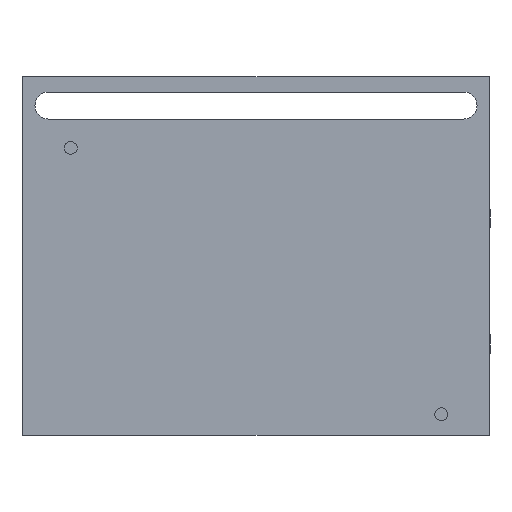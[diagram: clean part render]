
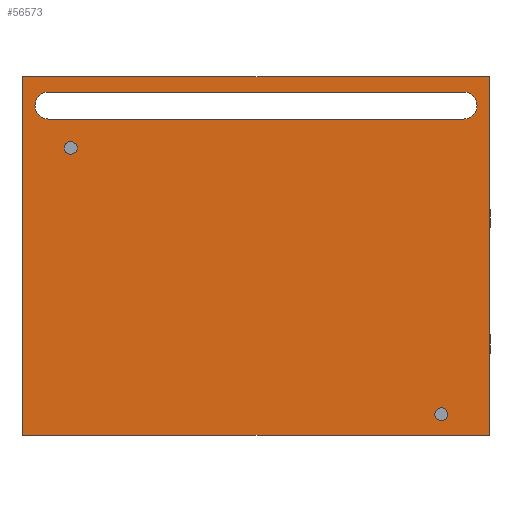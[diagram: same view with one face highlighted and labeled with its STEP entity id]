
A CAD part, front view. The second image highlights one B-rep face of the part: STEP entity #56573.
In plain terms, the highlighted planar face has unit normal (0, -1, 0).
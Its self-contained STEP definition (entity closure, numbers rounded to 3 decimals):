
#710 = EDGE_CURVE ( 'NONE', #49112, #7226, #65001, .T. ) ;
#1280 = FACE_BOUND ( 'NONE', #2201, .T. ) ;
#1491 = DIRECTION ( 'NONE',  ( 1., 0., 0. ) ) ;
#1519 = EDGE_CURVE ( 'NONE', #51600, #75206, #59221, .T. ) ;
#1701 = EDGE_CURVE ( 'NONE', #64265, #39824, #65711, .T. ) ;
#1925 = DIRECTION ( 'NONE',  ( -1., 0., 0. ) ) ;
#2201 = EDGE_LOOP ( 'NONE', ( #47459, #19282, #84090, #61111, #51337 ) ) ;
#3900 = VERTEX_POINT ( 'NONE', #46142 ) ;
#3967 = DIRECTION ( 'NONE',  ( 0., 0., -1. ) ) ;
#4419 = DIRECTION ( 'NONE',  ( -1., 0., 0. ) ) ;
#5266 = CARTESIAN_POINT ( 'NONE',  ( -60.5, -6.35, -40. ) ) ;
#5813 = EDGE_CURVE ( 'NONE', #54583, #64265, #18202, .T. ) ;
#6385 = CARTESIAN_POINT ( 'NONE',  ( 57.3, -6.35, 45.5 ) ) ;
#6702 = CIRCLE ( 'NONE', #25742, 3.5 ) ;
#7226 = VERTEX_POINT ( 'NONE', #42257 ) ;
#10584 = DIRECTION ( 'NONE',  ( 1., 0., 0. ) ) ;
#11253 = VECTOR ( 'NONE', #43143, 1000. ) ;
#11645 = CARTESIAN_POINT ( 'NONE',  ( 53.8, -6.35, 49. ) ) ;
#15643 = CARTESIAN_POINT ( 'NONE',  ( -53.8, -6.35, 45.5 ) ) ;
#16442 = VECTOR ( 'NONE', #40595, 1000. ) ;
#16594 = CARTESIAN_POINT ( 'NONE',  ( 60.5, -6.35, 53. ) ) ;
#17916 = CARTESIAN_POINT ( 'NONE',  ( 0., -6.35, 6.5 ) ) ;
#17979 = EDGE_CURVE ( 'NONE', #72728, #39436, #85449, .T. ) ;
#18202 = CIRCLE ( 'NONE', #38711, 3.5 ) ;
#19282 = ORIENTED_EDGE ( 'NONE', *, *, #1701, .T. ) ;
#19287 = CARTESIAN_POINT ( 'NONE',  ( -48., -6.35, 34.5 ) ) ;
#19561 = CARTESIAN_POINT ( 'NONE',  ( -60.5, -6.35, 53. ) ) ;
#20023 = EDGE_LOOP ( 'NONE', ( #44590, #34263, #62765, #56023 ) ) ;
#22039 = AXIS2_PLACEMENT_3D ( 'NONE', #78835, #37068, #85800 ) ;
#22656 = DIRECTION ( 'NONE',  ( -1., 0., 0. ) ) ;
#22964 = CARTESIAN_POINT ( 'NONE',  ( -60.5, -6.35, 53. ) ) ;
#24641 = EDGE_CURVE ( 'NONE', #43576, #50203, #34956, .T. ) ;
#24918 = DIRECTION ( 'NONE',  ( -1., 0., 0. ) ) ;
#25492 = EDGE_CURVE ( 'NONE', #86521, #54583, #52289, .T. ) ;
#25742 = AXIS2_PLACEMENT_3D ( 'NONE', #15643, #64483, #22656 ) ;
#25831 = VECTOR ( 'NONE', #32699, 1000. ) ;
#26351 = DIRECTION ( 'NONE',  ( -1., 0., 0. ) ) ;
#27621 = AXIS2_PLACEMENT_3D ( 'NONE', #72981, #31237, #80028 ) ;
#29031 = CARTESIAN_POINT ( 'NONE',  ( 46.35, -6.35, -34.5 ) ) ;
#31237 = DIRECTION ( 'NONE',  ( 0., 1., 0. ) ) ;
#32301 = CARTESIAN_POINT ( 'NONE',  ( 48., -6.35, -34.5 ) ) ;
#32392 = CARTESIAN_POINT ( 'NONE',  ( 53.8, -6.35, 42. ) ) ;
#32560 = AXIS2_PLACEMENT_3D ( 'NONE', #85476, #43794, #1925 ) ;
#32590 = ORIENTED_EDGE ( 'NONE', *, *, #82098, .T. ) ;
#32699 = DIRECTION ( 'NONE',  ( -1., 0., 0. ) ) ;
#33932 = EDGE_CURVE ( 'NONE', #39824, #3900, #44449, .T. ) ;
#34263 = ORIENTED_EDGE ( 'NONE', *, *, #48559, .F. ) ;
#34956 = LINE ( 'NONE', #19561, #16442 ) ;
#35790 = CARTESIAN_POINT ( 'NONE',  ( 60.5, -6.35, -40. ) ) ;
#36203 = FACE_OUTER_BOUND ( 'NONE', #20023, .T. ) ;
#37068 = DIRECTION ( 'NONE',  ( 0., 1., 0. ) ) ;
#37964 = CARTESIAN_POINT ( 'NONE',  ( -53.8, -6.35, 49. ) ) ;
#38711 = AXIS2_PLACEMENT_3D ( 'NONE', #87924, #46284, #4419 ) ;
#39324 = DIRECTION ( 'NONE',  ( -1., 0., 0. ) ) ;
#39436 = VERTEX_POINT ( 'NONE', #47683 ) ;
#39768 = EDGE_CURVE ( 'NONE', #3900, #86521, #6702, .T. ) ;
#39824 = VERTEX_POINT ( 'NONE', #50741 ) ;
#40595 = DIRECTION ( 'NONE',  ( 0., 0., 1. ) ) ;
#41261 = AXIS2_PLACEMENT_3D ( 'NONE', #19287, #68055, #26351 ) ;
#42257 = CARTESIAN_POINT ( 'NONE',  ( -49.65, -6.35, 34.5 ) ) ;
#43143 = DIRECTION ( 'NONE',  ( -1., 0., 0. ) ) ;
#43576 = VERTEX_POINT ( 'NONE', #5266 ) ;
#43794 = DIRECTION ( 'NONE',  ( 0., 1., 0. ) ) ;
#44449 = LINE ( 'NONE', #32392, #25831 ) ;
#44523 = EDGE_CURVE ( 'NONE', #39436, #72728, #84357, .T. ) ;
#44590 = ORIENTED_EDGE ( 'NONE', *, *, #1519, .F. ) ;
#45402 = CARTESIAN_POINT ( 'NONE',  ( 53.8, -6.35, 49. ) ) ;
#45829 = CARTESIAN_POINT ( 'NONE',  ( 60.5, -6.35, 53. ) ) ;
#46142 = CARTESIAN_POINT ( 'NONE',  ( -53.8, -6.35, 42. ) ) ;
#46248 = LINE ( 'NONE', #35790, #11253 ) ;
#46284 = DIRECTION ( 'NONE',  ( 0., 1., 0. ) ) ;
#47459 = ORIENTED_EDGE ( 'NONE', *, *, #5813, .T. ) ;
#47683 = CARTESIAN_POINT ( 'NONE',  ( 49.65, -6.35, -34.5 ) ) ;
#48559 = EDGE_CURVE ( 'NONE', #50203, #51600, #52685, .T. ) ;
#49112 = VERTEX_POINT ( 'NONE', #53739 ) ;
#50203 = VERTEX_POINT ( 'NONE', #22964 ) ;
#50338 = CARTESIAN_POINT ( 'NONE',  ( 60.5, -6.35, 53. ) ) ;
#50741 = CARTESIAN_POINT ( 'NONE',  ( 53.8, -6.35, 42. ) ) ;
#51337 = ORIENTED_EDGE ( 'NONE', *, *, #25492, .T. ) ;
#51600 = VERTEX_POINT ( 'NONE', #16594 ) ;
#52289 = LINE ( 'NONE', #45402, #89265 ) ;
#52440 = PLANE ( 'NONE',  #62801 ) ;
#52685 = LINE ( 'NONE', #50338, #87474 ) ;
#53739 = CARTESIAN_POINT ( 'NONE',  ( -46.35, -6.35, 34.5 ) ) ;
#54583 = VERTEX_POINT ( 'NONE', #11645 ) ;
#56023 = ORIENTED_EDGE ( 'NONE', *, *, #85234, .F. ) ;
#56573 = ADVANCED_FACE ( 'NONE', ( #89600, #56958, #36203, #1280 ), #52440, .F. ) ;
#56958 = FACE_BOUND ( 'NONE', #65285, .T. ) ;
#59221 = LINE ( 'NONE', #45829, #75472 ) ;
#60818 = ORIENTED_EDGE ( 'NONE', *, *, #17979, .T. ) ;
#61111 = ORIENTED_EDGE ( 'NONE', *, *, #39768, .T. ) ;
#62765 = ORIENTED_EDGE ( 'NONE', *, *, #24641, .F. ) ;
#62801 = AXIS2_PLACEMENT_3D ( 'NONE', #17916, #66697, #24918 ) ;
#63196 = ORIENTED_EDGE ( 'NONE', *, *, #44523, .T. ) ;
#64265 = VERTEX_POINT ( 'NONE', #6385 ) ;
#64483 = DIRECTION ( 'NONE',  ( 0., 1., 0. ) ) ;
#65001 = CIRCLE ( 'NONE', #41261, 1.65 ) ;
#65285 = EDGE_LOOP ( 'NONE', ( #32590, #69890 ) ) ;
#65711 = CIRCLE ( 'NONE', #32560, 3.5 ) ;
#66697 = DIRECTION ( 'NONE',  ( 0., 1., 0. ) ) ;
#68055 = DIRECTION ( 'NONE',  ( 0., 1., 0. ) ) ;
#69890 = ORIENTED_EDGE ( 'NONE', *, *, #710, .T. ) ;
#72728 = VERTEX_POINT ( 'NONE', #29031 ) ;
#72981 = CARTESIAN_POINT ( 'NONE',  ( -48., -6.35, 34.5 ) ) ;
#75206 = VERTEX_POINT ( 'NONE', #87720 ) ;
#75472 = VECTOR ( 'NONE', #3967, 1000. ) ;
#78835 = CARTESIAN_POINT ( 'NONE',  ( 48., -6.35, -34.5 ) ) ;
#80028 = DIRECTION ( 'NONE',  ( -1., 0., 0. ) ) ;
#81117 = DIRECTION ( 'NONE',  ( 0., 1., 0. ) ) ;
#82098 = EDGE_CURVE ( 'NONE', #7226, #49112, #82398, .T. ) ;
#82398 = CIRCLE ( 'NONE', #27621, 1.65 ) ;
#82915 = AXIS2_PLACEMENT_3D ( 'NONE', #32301, #81117, #39324 ) ;
#84090 = ORIENTED_EDGE ( 'NONE', *, *, #33932, .T. ) ;
#84357 = CIRCLE ( 'NONE', #22039, 1.65 ) ;
#85234 = EDGE_CURVE ( 'NONE', #75206, #43576, #46248, .T. ) ;
#85449 = CIRCLE ( 'NONE', #82915, 1.65 ) ;
#85476 = CARTESIAN_POINT ( 'NONE',  ( 53.8, -6.35, 45.5 ) ) ;
#85800 = DIRECTION ( 'NONE',  ( -1., 0., 0. ) ) ;
#86521 = VERTEX_POINT ( 'NONE', #37964 ) ;
#86816 = EDGE_LOOP ( 'NONE', ( #60818, #63196 ) ) ;
#87474 = VECTOR ( 'NONE', #1491, 1000. ) ;
#87720 = CARTESIAN_POINT ( 'NONE',  ( 60.5, -6.35, -40. ) ) ;
#87924 = CARTESIAN_POINT ( 'NONE',  ( 53.8, -6.35, 45.5 ) ) ;
#89265 = VECTOR ( 'NONE', #10584, 1000. ) ;
#89600 = FACE_BOUND ( 'NONE', #86816, .T. ) ;
